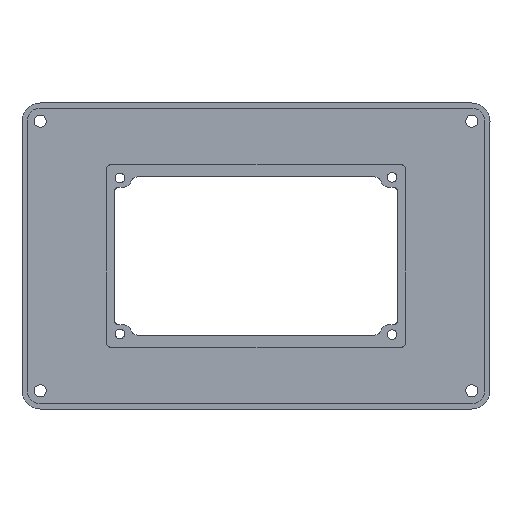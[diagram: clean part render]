
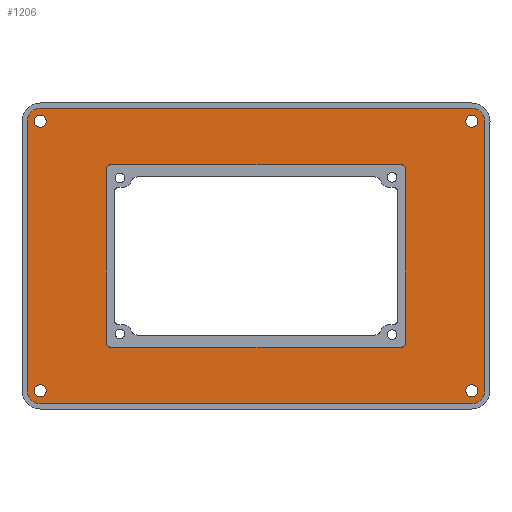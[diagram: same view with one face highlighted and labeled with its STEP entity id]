
A CAD part, top view. The second image highlights one B-rep face of the part: STEP entity #1206.
In plain terms, the highlighted planar face has unit normal (0, 0, 1).
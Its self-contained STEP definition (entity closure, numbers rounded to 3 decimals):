
#34=FACE_BOUND('',#206,.T.);
#35=FACE_BOUND('',#207,.T.);
#36=FACE_BOUND('',#208,.T.);
#37=FACE_BOUND('',#209,.T.);
#38=FACE_BOUND('',#210,.T.);
#62=PLANE('',#1360);
#126=FACE_OUTER_BOUND('',#205,.T.);
#205=EDGE_LOOP('',(#1087,#1088,#1089,#1090,#1091,#1092,#1093,#1094));
#206=EDGE_LOOP('',(#1095,#1096,#1097,#1098,#1099,#1100,#1101,#1102));
#207=EDGE_LOOP('',(#1103));
#208=EDGE_LOOP('',(#1104));
#209=EDGE_LOOP('',(#1105));
#210=EDGE_LOOP('',(#1106));
#213=LINE('',#1751,#309);
#217=LINE('',#1763,#313);
#221=LINE('',#1775,#317);
#225=LINE('',#1786,#321);
#296=LINE('',#2059,#392);
#299=LINE('',#2067,#395);
#302=LINE('',#2075,#398);
#305=LINE('',#2083,#401);
#309=VECTOR('',#1373,10.);
#313=VECTOR('',#1385,10.);
#317=VECTOR('',#1397,10.);
#321=VECTOR('',#1409,10.);
#392=VECTOR('',#1704,10.);
#395=VECTOR('',#1713,10.);
#398=VECTOR('',#1722,10.);
#401=VECTOR('',#1731,10.);
#403=CIRCLE('',#1222,1.5);
#405=CIRCLE('',#1226,1.5);
#407=CIRCLE('',#1230,1.5);
#409=CIRCLE('',#1234,1.5);
#471=CIRCLE('',#1341,2.3);
#472=CIRCLE('',#1343,2.3);
#473=CIRCLE('',#1345,2.3);
#474=CIRCLE('',#1347,2.3);
#475=CIRCLE('',#1350,4.9);
#476=CIRCLE('',#1353,4.9);
#477=CIRCLE('',#1356,4.9);
#478=CIRCLE('',#1359,4.9);
#479=VERTEX_POINT('',#1741);
#480=VERTEX_POINT('',#1742);
#483=VERTEX_POINT('',#1750);
#485=VERTEX_POINT('',#1756);
#487=VERTEX_POINT('',#1762);
#489=VERTEX_POINT('',#1768);
#491=VERTEX_POINT('',#1774);
#493=VERTEX_POINT('',#1780);
#579=VERTEX_POINT('',#2040);
#580=VERTEX_POINT('',#2044);
#581=VERTEX_POINT('',#2048);
#582=VERTEX_POINT('',#2052);
#583=VERTEX_POINT('',#2056);
#584=VERTEX_POINT('',#2058);
#585=VERTEX_POINT('',#2062);
#586=VERTEX_POINT('',#2066);
#587=VERTEX_POINT('',#2070);
#588=VERTEX_POINT('',#2074);
#589=VERTEX_POINT('',#2078);
#590=VERTEX_POINT('',#2082);
#591=EDGE_CURVE('',#479,#480,#403,.T.);
#595=EDGE_CURVE('',#483,#479,#213,.T.);
#598=EDGE_CURVE('',#485,#483,#405,.T.);
#601=EDGE_CURVE('',#487,#485,#217,.T.);
#604=EDGE_CURVE('',#489,#487,#407,.T.);
#607=EDGE_CURVE('',#491,#489,#221,.T.);
#610=EDGE_CURVE('',#493,#491,#409,.T.);
#613=EDGE_CURVE('',#480,#493,#225,.T.);
#740=EDGE_CURVE('',#579,#579,#471,.T.);
#742=EDGE_CURVE('',#580,#580,#472,.T.);
#744=EDGE_CURVE('',#581,#581,#473,.T.);
#746=EDGE_CURVE('',#582,#582,#474,.T.);
#748=EDGE_CURVE('',#584,#583,#296,.T.);
#750=EDGE_CURVE('',#585,#584,#475,.T.);
#752=EDGE_CURVE('',#586,#585,#299,.T.);
#754=EDGE_CURVE('',#587,#586,#476,.T.);
#756=EDGE_CURVE('',#588,#587,#302,.T.);
#758=EDGE_CURVE('',#589,#588,#477,.T.);
#760=EDGE_CURVE('',#590,#589,#305,.T.);
#762=EDGE_CURVE('',#583,#590,#478,.T.);
#1087=ORIENTED_EDGE('',*,*,#756,.T.);
#1088=ORIENTED_EDGE('',*,*,#754,.T.);
#1089=ORIENTED_EDGE('',*,*,#752,.T.);
#1090=ORIENTED_EDGE('',*,*,#750,.T.);
#1091=ORIENTED_EDGE('',*,*,#748,.T.);
#1092=ORIENTED_EDGE('',*,*,#762,.T.);
#1093=ORIENTED_EDGE('',*,*,#760,.T.);
#1094=ORIENTED_EDGE('',*,*,#758,.T.);
#1095=ORIENTED_EDGE('',*,*,#591,.T.);
#1096=ORIENTED_EDGE('',*,*,#613,.T.);
#1097=ORIENTED_EDGE('',*,*,#610,.T.);
#1098=ORIENTED_EDGE('',*,*,#607,.T.);
#1099=ORIENTED_EDGE('',*,*,#604,.T.);
#1100=ORIENTED_EDGE('',*,*,#601,.T.);
#1101=ORIENTED_EDGE('',*,*,#598,.T.);
#1102=ORIENTED_EDGE('',*,*,#595,.T.);
#1103=ORIENTED_EDGE('',*,*,#744,.T.);
#1104=ORIENTED_EDGE('',*,*,#740,.T.);
#1105=ORIENTED_EDGE('',*,*,#746,.T.);
#1106=ORIENTED_EDGE('',*,*,#742,.T.);
#1206=ADVANCED_FACE('',(#126,#34,#35,#36,#37,#38),#62,.T.);
#1222=AXIS2_PLACEMENT_3D('',#1743,#1365,#1366);
#1226=AXIS2_PLACEMENT_3D('',#1757,#1378,#1379);
#1230=AXIS2_PLACEMENT_3D('',#1769,#1390,#1391);
#1234=AXIS2_PLACEMENT_3D('',#1781,#1402,#1403);
#1341=AXIS2_PLACEMENT_3D('',#2042,#1684,#1685);
#1343=AXIS2_PLACEMENT_3D('',#2046,#1689,#1690);
#1345=AXIS2_PLACEMENT_3D('',#2050,#1694,#1695);
#1347=AXIS2_PLACEMENT_3D('',#2054,#1699,#1700);
#1350=AXIS2_PLACEMENT_3D('',#2063,#1708,#1709);
#1353=AXIS2_PLACEMENT_3D('',#2071,#1717,#1718);
#1356=AXIS2_PLACEMENT_3D('',#2079,#1726,#1727);
#1359=AXIS2_PLACEMENT_3D('',#2086,#1735,#1736);
#1360=AXIS2_PLACEMENT_3D('',#2087,#1737,#1738);
#1365=DIRECTION('center_axis',(0.,0.,-1.));
#1366=DIRECTION('ref_axis',(0.,1.,0.));
#1373=DIRECTION('',(0.,1.,0.));
#1378=DIRECTION('center_axis',(0.,0.,-1.));
#1379=DIRECTION('ref_axis',(-1.,0.,0.));
#1385=DIRECTION('',(-1.,0.,0.));
#1390=DIRECTION('center_axis',(0.,0.,-1.));
#1391=DIRECTION('ref_axis',(0.,-1.,0.));
#1397=DIRECTION('',(0.,-1.,0.));
#1402=DIRECTION('center_axis',(0.,0.,-1.));
#1403=DIRECTION('ref_axis',(1.,0.,0.));
#1409=DIRECTION('',(1.,0.,0.));
#1684=DIRECTION('center_axis',(0.,0.,-1.));
#1685=DIRECTION('ref_axis',(1.,0.,0.));
#1689=DIRECTION('center_axis',(0.,0.,-1.));
#1690=DIRECTION('ref_axis',(1.,0.,0.));
#1694=DIRECTION('center_axis',(0.,0.,-1.));
#1695=DIRECTION('ref_axis',(1.,0.,0.));
#1699=DIRECTION('center_axis',(0.,0.,-1.));
#1700=DIRECTION('ref_axis',(1.,0.,0.));
#1704=DIRECTION('',(0.,1.,0.));
#1708=DIRECTION('center_axis',(0.,0.,1.));
#1709=DIRECTION('ref_axis',(1.,0.,0.));
#1713=DIRECTION('',(1.,0.,0.));
#1717=DIRECTION('center_axis',(0.,0.,1.));
#1718=DIRECTION('ref_axis',(1.,0.,0.));
#1722=DIRECTION('',(0.,-1.,0.));
#1726=DIRECTION('center_axis',(0.,0.,1.));
#1727=DIRECTION('ref_axis',(1.,0.,0.));
#1731=DIRECTION('',(-1.,0.,0.));
#1735=DIRECTION('center_axis',(0.,0.,1.));
#1736=DIRECTION('ref_axis',(1.,0.,0.));
#1737=DIRECTION('center_axis',(0.,0.,1.));
#1738=DIRECTION('ref_axis',(1.,0.,0.));
#1741=CARTESIAN_POINT('',(-56.5,33.007,3.));
#1742=CARTESIAN_POINT('',(-55.,34.507,3.));
#1743=CARTESIAN_POINT('Origin',(-55.,33.007,3.));
#1750=CARTESIAN_POINT('',(-56.5,-32.993,3.));
#1751=CARTESIAN_POINT('',(-56.5,9.004,3.));
#1756=CARTESIAN_POINT('',(-55.,-34.493,3.));
#1757=CARTESIAN_POINT('Origin',(-55.,-32.993,3.));
#1762=CARTESIAN_POINT('',(55.,-34.493,3.));
#1763=CARTESIAN_POINT('',(68.325,-34.493,3.));
#1768=CARTESIAN_POINT('',(56.5,-32.993,3.));
#1769=CARTESIAN_POINT('Origin',(55.,-32.993,3.));
#1774=CARTESIAN_POINT('',(56.5,33.007,3.));
#1775=CARTESIAN_POINT('',(56.5,42.004,3.));
#1780=CARTESIAN_POINT('',(55.,34.507,3.));
#1781=CARTESIAN_POINT('Origin',(55.,33.007,3.));
#1786=CARTESIAN_POINT('',(13.325,34.507,3.));
#2040=CARTESIAN_POINT('',(79.35,51.,3.));
#2042=CARTESIAN_POINT('Origin',(81.65,51.,3.));
#2044=CARTESIAN_POINT('',(-83.95,-51.,3.));
#2046=CARTESIAN_POINT('Origin',(-81.65,-51.,3.));
#2048=CARTESIAN_POINT('',(-83.95,51.,3.));
#2050=CARTESIAN_POINT('Origin',(-81.65,51.,3.));
#2052=CARTESIAN_POINT('',(79.35,-51.,3.));
#2054=CARTESIAN_POINT('Origin',(81.65,-51.,3.));
#2056=CARTESIAN_POINT('',(86.55,51.,3.));
#2058=CARTESIAN_POINT('',(86.55,-51.,3.));
#2059=CARTESIAN_POINT('',(86.55,51.,3.));
#2062=CARTESIAN_POINT('',(81.65,-55.9,3.));
#2063=CARTESIAN_POINT('Origin',(81.65,-51.,3.));
#2066=CARTESIAN_POINT('',(-81.65,-55.9,3.));
#2067=CARTESIAN_POINT('',(-81.65,-55.9,3.));
#2070=CARTESIAN_POINT('',(-86.55,-51.,3.));
#2071=CARTESIAN_POINT('Origin',(-81.65,-51.,3.));
#2074=CARTESIAN_POINT('',(-86.55,51.,3.));
#2075=CARTESIAN_POINT('',(-86.55,51.,3.));
#2078=CARTESIAN_POINT('',(-81.65,55.9,3.));
#2079=CARTESIAN_POINT('Origin',(-81.65,51.,3.));
#2082=CARTESIAN_POINT('',(81.65,55.9,3.));
#2083=CARTESIAN_POINT('',(-81.65,55.9,3.));
#2086=CARTESIAN_POINT('Origin',(81.65,51.,3.));
#2087=CARTESIAN_POINT('Origin',(81.65,51.,3.));
